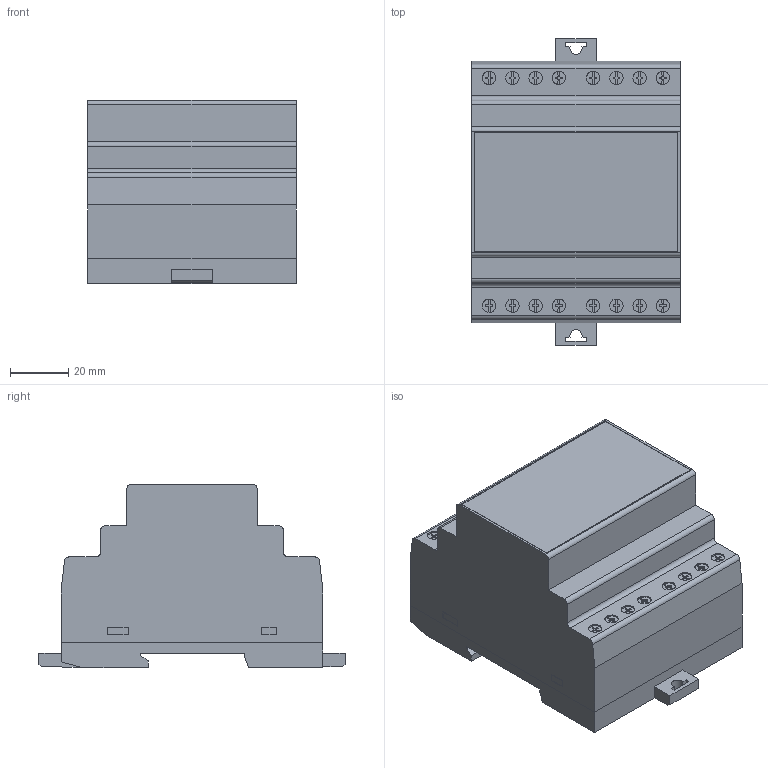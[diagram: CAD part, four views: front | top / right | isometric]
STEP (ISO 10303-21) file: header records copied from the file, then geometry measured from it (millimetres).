
FILE_DESCRIPTION((''),'2;1');
FILE_NAME('3d_DMED300T2MID.stp','2012-10-10T14:02:45',(''),(''),'Mechanical Desktop 2011','Mechanical Desktop 2011',', , ');
FILE_SCHEMA(('CONFIG_CONTROL_DESIGN'));
Length unit declared in the file: millimetre
Products named in the file (1): Product
Bounding box: 71.6 x 105.38 x 63.1 mm (x, y, z)
Volume: 326147.4 mm3; surface area: 45465.6 mm2
Topology: 4 solids, 4 shells, 644 faces, 1867 edges, 1250 vertices
Faces by surface type: plane 570, cylinder 74
Entity records: 21104 total; most frequent: CARTESIAN_POINT 3762, ORIENTED_EDGE 3734, DIRECTION 3385, EDGE_CURVE 1867, VECTOR 1639, LINE 1639, VERTEX_POINT 1250, AXIS2_PLACEMENT_3D 873
